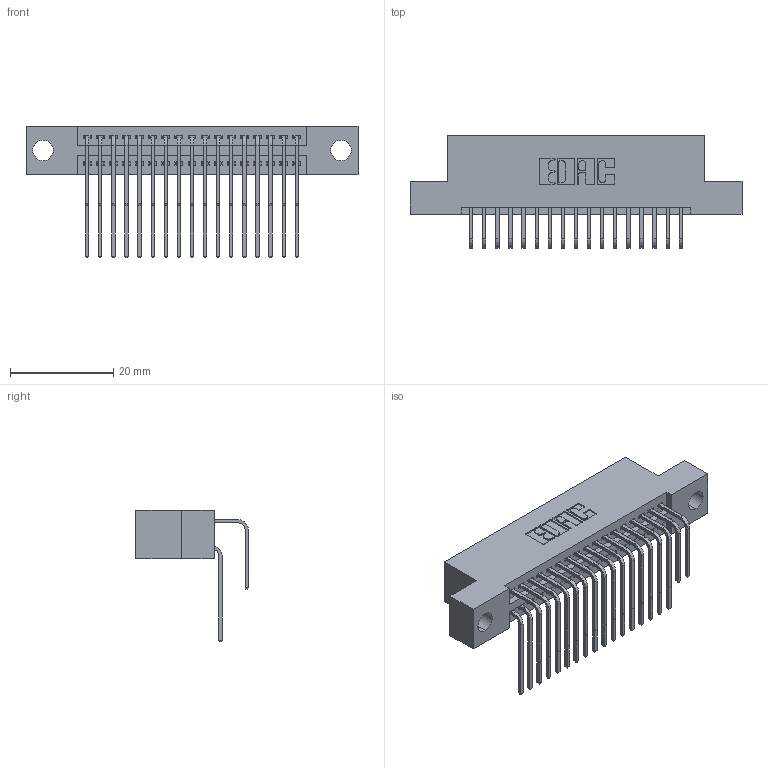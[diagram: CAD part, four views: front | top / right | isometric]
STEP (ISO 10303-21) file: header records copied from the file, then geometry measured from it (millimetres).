
FILE_DESCRIPTION (( 'STEP AP203' ), '1' );
FILE_NAME ('345-034-558-204.STEP', '2021-05-20T00:11:57', ( '' ), ( '' ), 'SwSTEP 2.0', 'SolidWorks 2020', '' );
FILE_SCHEMA (( 'CONFIG_CONTROL_DESIGN' ));
Length unit declared in the file: inch
Products named in the file (4): 345-292-001_558 Tail - 2; 345-034-558-204; 345 Part_Flush Mounting Lugs - 0.156 Dia-TI; 345-292-001_558 559 Tail - 1
Assembly tree (35 placements, depth 2):
  345-034-558-204
    345 Part_Flush Mounting Lugs - 0.156 Dia-TI
    345-292-001_558 559 Tail - 1  x17
    345-292-001_558 Tail - 2  x17
Bounding box: 64.39 x 21.83 x 25.53 mm (x, y, z)
Volume: 6112.9 mm3; surface area: 9325.7 mm2
Topology: 35 solids, 35 shells, 1908 faces, 5647 edges, 3718 vertices
Faces by surface type: plane 1284, cylinder 624
Entity records: 18775 total; most frequent: CARTESIAN_POINT 3221, ORIENTED_EDGE 3102, DIRECTION 2843, EDGE_CURVE 1551, VECTOR 1311, LINE 1311, VERTEX_POINT 1030, AXIS2_PLACEMENT_3D 766
